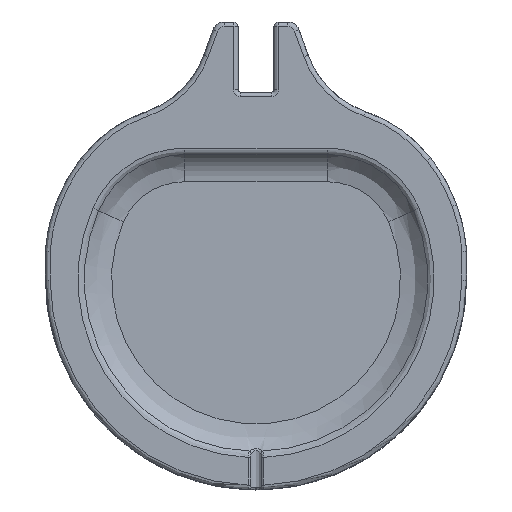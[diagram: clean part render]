
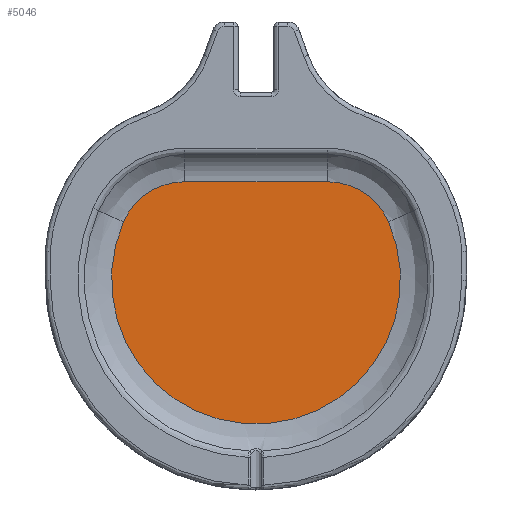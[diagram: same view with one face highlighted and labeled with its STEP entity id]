
A CAD part, left-side view. The second image highlights one B-rep face of the part: STEP entity #5046.
In plain terms, the highlighted planar face has unit normal (-1, 0, 0).
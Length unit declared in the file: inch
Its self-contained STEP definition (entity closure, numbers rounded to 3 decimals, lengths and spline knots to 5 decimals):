
#226=PLANE('',#5616);
#366=LINE('',#12836,#512);
#512=VECTOR('',#6742,1.33279);
#921=FACE_OUTER_BOUND('',#1255,.T.);
#1255=EDGE_LOOP('',(#4558,#4559,#4560,#4561));
#1708=CIRCLE('',#5391,6.17612);
#1785=CIRCLE('',#5557,2.84414);
#1786=CIRCLE('',#5558,2.84414);
#2122=VERTEX_POINT('',#10987);
#2123=VERTEX_POINT('',#10989);
#2209=VERTEX_POINT('',#12833);
#2210=VERTEX_POINT('',#12835);
#2744=EDGE_CURVE('',#2122,#2123,#1708,.T.);
#2921=EDGE_CURVE('',#2210,#2209,#366,.T.);
#2923=EDGE_CURVE('',#2209,#2123,#1785,.T.);
#2924=EDGE_CURVE('',#2210,#2122,#1786,.T.);
#4558=ORIENTED_EDGE('',*,*,#2744,.F.);
#4559=ORIENTED_EDGE('',*,*,#2924,.F.);
#4560=ORIENTED_EDGE('',*,*,#2921,.T.);
#4561=ORIENTED_EDGE('',*,*,#2923,.T.);
#5046=ADVANCED_FACE('',(#921),#226,.T.);
#5391=AXIS2_PLACEMENT_3D('',#10990,#6380,#6381);
#5557=AXIS2_PLACEMENT_3D('',#12919,#6745,#6746);
#5558=AXIS2_PLACEMENT_3D('',#13001,#6747,#6748);
#5616=AXIS2_PLACEMENT_3D('',#16013,#6868,#6869);
#6380=DIRECTION('center_axis',(1.,0.,0.));
#6381=DIRECTION('ref_axis',(0.,-0.917,-0.4));
#6742=DIRECTION('',(0.,1.,0.));
#6745=DIRECTION('center_axis',(-1.,0.,0.));
#6746=DIRECTION('ref_axis',(0.,0.,-1.));
#6747=DIRECTION('center_axis',(1.,0.,0.));
#6748=DIRECTION('ref_axis',(0.,0.,-1.));
#6868=DIRECTION('center_axis',(-1.,0.,0.));
#6869=DIRECTION('ref_axis',(0.,0.,1.));
#10987=CARTESIAN_POINT('',(7.30003,122.30126,1.66423));
#10989=CARTESIAN_POINT('',(7.30003,133.62226,1.66423));
#10990=CARTESIAN_POINT('Origin',(7.30003,127.96176,-0.80622));
#12833=CARTESIAN_POINT('',(7.30003,131.01557,3.37071));
#12835=CARTESIAN_POINT('',(7.30003,124.90795,3.37071));
#12836=CARTESIAN_POINT('',(7.30003,126.43486,3.37071));
#12919=CARTESIAN_POINT('Origin',(7.30003,131.01557,0.52657));
#13001=CARTESIAN_POINT('Origin',(7.30003,124.90795,0.52657));
#16013=CARTESIAN_POINT('Origin',(7.30003,127.96176,-1.80581));
